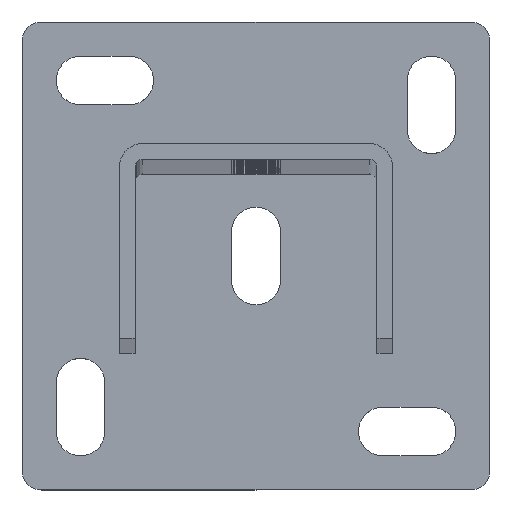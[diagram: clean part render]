
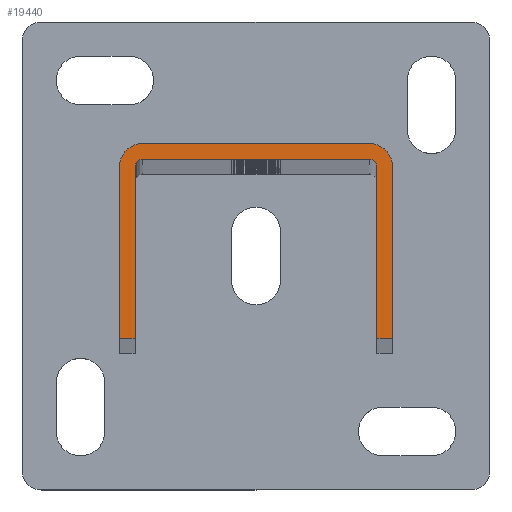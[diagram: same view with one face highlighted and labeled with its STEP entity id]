
A CAD part, top view. The second image highlights one B-rep face of the part: STEP entity #19440.
In plain terms, the highlighted planar face has unit normal (0, 0, 1).
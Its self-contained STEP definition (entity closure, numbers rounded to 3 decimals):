
#58 = ORIENTED_EDGE ( 'NONE', *, *, #4901, .F. ) ;
#77 = ORIENTED_EDGE ( 'NONE', *, *, #5933, .T. ) ;
#298 = DIRECTION ( 'NONE',  ( 0., 0., -1. ) ) ;
#345 = VERTEX_POINT ( 'NONE', #1343 ) ;
#802 = PLANE ( 'NONE',  #10367 ) ;
#1343 = CARTESIAN_POINT ( 'NONE',  ( 31., 19., 2208. ) ) ;
#1422 = CARTESIAN_POINT ( 'NONE',  ( 35., -25., 2208. ) ) ;
#1591 = ORIENTED_EDGE ( 'NONE', *, *, #14485, .T. ) ;
#1664 = DIRECTION ( 'NONE',  ( -1., 0., 0. ) ) ;
#1747 = EDGE_CURVE ( 'NONE', #23535, #13487, #5510, .T. ) ;
#1980 = EDGE_CURVE ( 'NONE', #10661, #2036, #15950, .T. ) ;
#2036 = VERTEX_POINT ( 'NONE', #23423 ) ;
#2463 = CARTESIAN_POINT ( 'NONE',  ( 35., 19., 2208. ) ) ;
#2491 = CARTESIAN_POINT ( 'NONE',  ( 29., 21., 2208. ) ) ;
#2535 = VERTEX_POINT ( 'NONE', #2491 ) ;
#2555 = LINE ( 'NONE', #21239, #2654 ) ;
#2654 = VECTOR ( 'NONE', #10038, 1000. ) ;
#2848 = AXIS2_PLACEMENT_3D ( 'NONE', #4961, #12583, #20164 ) ;
#3470 = CARTESIAN_POINT ( 'NONE',  ( 31., -25., 2208. ) ) ;
#3813 = VECTOR ( 'NONE', #6839, 1000. ) ;
#4540 = ORIENTED_EDGE ( 'NONE', *, *, #21874, .F. ) ;
#4901 = EDGE_CURVE ( 'NONE', #7153, #15031, #9126, .T. ) ;
#4961 = CARTESIAN_POINT ( 'NONE',  ( -29., 19., 2208. ) ) ;
#4972 = VERTEX_POINT ( 'NONE', #15005 ) ;
#5162 = ORIENTED_EDGE ( 'NONE', *, *, #7442, .T. ) ;
#5424 = LINE ( 'NONE', #21114, #16456 ) ;
#5510 = LINE ( 'NONE', #11131, #17142 ) ;
#5515 = EDGE_CURVE ( 'NONE', #13487, #4972, #16759, .T. ) ;
#5880 = CARTESIAN_POINT ( 'NONE',  ( -29., 25., 2208. ) ) ;
#5933 = EDGE_CURVE ( 'NONE', #345, #15031, #13928, .T. ) ;
#6092 = CARTESIAN_POINT ( 'NONE',  ( 29., 19., 2208. ) ) ;
#6127 = AXIS2_PLACEMENT_3D ( 'NONE', #19031, #6179, #13676 ) ;
#6179 = DIRECTION ( 'NONE',  ( 0., 0., -1. ) ) ;
#6445 = VERTEX_POINT ( 'NONE', #20558 ) ;
#6514 = DIRECTION ( 'NONE',  ( -1., 0., 0. ) ) ;
#6839 = DIRECTION ( 'NONE',  ( 0., 1., 0. ) ) ;
#7044 = ORIENTED_EDGE ( 'NONE', *, *, #10881, .F. ) ;
#7153 = VERTEX_POINT ( 'NONE', #14180 ) ;
#7366 = EDGE_CURVE ( 'NONE', #21065, #6445, #11658, .T. ) ;
#7442 = EDGE_CURVE ( 'NONE', #21065, #10661, #5424, .T. ) ;
#7753 = CARTESIAN_POINT ( 'NONE',  ( -29., 19., 2208. ) ) ;
#7821 = LINE ( 'NONE', #2463, #16567 ) ;
#7876 = DIRECTION ( 'NONE',  ( 1., 0., 0. ) ) ;
#8956 = LINE ( 'NONE', #16562, #3813 ) ;
#9126 = LINE ( 'NONE', #1422, #14351 ) ;
#10038 = DIRECTION ( 'NONE',  ( 1., 0., 0. ) ) ;
#10269 = CARTESIAN_POINT ( 'NONE',  ( 29., 19., 2208. ) ) ;
#10367 = AXIS2_PLACEMENT_3D ( 'NONE', #10269, #23571, #6514 ) ;
#10572 = EDGE_CURVE ( 'NONE', #6445, #16757, #8956, .T. ) ;
#10661 = VERTEX_POINT ( 'NONE', #13198 ) ;
#10881 = EDGE_CURVE ( 'NONE', #4972, #7153, #7821, .T. ) ;
#11131 = CARTESIAN_POINT ( 'NONE',  ( -29., 25., 2208. ) ) ;
#11173 = CARTESIAN_POINT ( 'NONE',  ( -31., -25., 2208. ) ) ;
#11201 = EDGE_CURVE ( 'NONE', #2036, #2535, #2555, .T. ) ;
#11335 = CARTESIAN_POINT ( 'NONE',  ( -31., -25., 2208. ) ) ;
#11658 = LINE ( 'NONE', #11173, #13680 ) ;
#12086 = DIRECTION ( 'NONE',  ( -1., 0., 0. ) ) ;
#12260 = ORIENTED_EDGE ( 'NONE', *, *, #1747, .F. ) ;
#12511 = CARTESIAN_POINT ( 'NONE',  ( -35., 19., 2208. ) ) ;
#12583 = DIRECTION ( 'NONE',  ( 0., 0., -1. ) ) ;
#13198 = CARTESIAN_POINT ( 'NONE',  ( -31., 19., 2208. ) ) ;
#13205 = ORIENTED_EDGE ( 'NONE', *, *, #7366, .F. ) ;
#13487 = VERTEX_POINT ( 'NONE', #17781 ) ;
#13676 = DIRECTION ( 'NONE',  ( 1., 0., 0. ) ) ;
#13680 = VECTOR ( 'NONE', #19130, 1000. ) ;
#13928 = LINE ( 'NONE', #21263, #17580 ) ;
#13990 = AXIS2_PLACEMENT_3D ( 'NONE', #6092, #15817, #12086 ) ;
#14008 = ORIENTED_EDGE ( 'NONE', *, *, #10572, .F. ) ;
#14180 = CARTESIAN_POINT ( 'NONE',  ( 35., -25., 2208. ) ) ;
#14351 = VECTOR ( 'NONE', #1664, 1000. ) ;
#14485 = EDGE_CURVE ( 'NONE', #2535, #345, #16884, .T. ) ;
#15005 = CARTESIAN_POINT ( 'NONE',  ( 35., 19., 2208. ) ) ;
#15031 = VERTEX_POINT ( 'NONE', #3470 ) ;
#15425 = DIRECTION ( 'NONE',  ( 0., -1., 0. ) ) ;
#15491 = ORIENTED_EDGE ( 'NONE', *, *, #11201, .T. ) ;
#15817 = DIRECTION ( 'NONE',  ( 0., 0., -1. ) ) ;
#15950 = CIRCLE ( 'NONE', #22302, 2. ) ;
#16456 = VECTOR ( 'NONE', #22609, 1000. ) ;
#16562 = CARTESIAN_POINT ( 'NONE',  ( -35., -25., 2208. ) ) ;
#16567 = VECTOR ( 'NONE', #15425, 1000. ) ;
#16757 = VERTEX_POINT ( 'NONE', #12511 ) ;
#16759 = CIRCLE ( 'NONE', #13990, 6. ) ;
#16884 = CIRCLE ( 'NONE', #6127, 2. ) ;
#17142 = VECTOR ( 'NONE', #18726, 1000. ) ;
#17580 = VECTOR ( 'NONE', #21389, 1000. ) ;
#17781 = CARTESIAN_POINT ( 'NONE',  ( 29., 25., 2208. ) ) ;
#18379 = ORIENTED_EDGE ( 'NONE', *, *, #1980, .T. ) ;
#18726 = DIRECTION ( 'NONE',  ( 1., 0., 0. ) ) ;
#18753 = CIRCLE ( 'NONE', #2848, 6. ) ;
#19031 = CARTESIAN_POINT ( 'NONE',  ( 29., 19., 2208. ) ) ;
#19130 = DIRECTION ( 'NONE',  ( -1., 0., 0. ) ) ;
#19440 = ADVANCED_FACE ( 'NONE', ( #23446 ), #802, .F. ) ;
#20164 = DIRECTION ( 'NONE',  ( -1., 0., 0. ) ) ;
#20558 = CARTESIAN_POINT ( 'NONE',  ( -35., -25., 2208. ) ) ;
#21065 = VERTEX_POINT ( 'NONE', #11335 ) ;
#21114 = CARTESIAN_POINT ( 'NONE',  ( -31., -25., 2208. ) ) ;
#21239 = CARTESIAN_POINT ( 'NONE',  ( -29., 21., 2208. ) ) ;
#21263 = CARTESIAN_POINT ( 'NONE',  ( 31., 19., 2208. ) ) ;
#21389 = DIRECTION ( 'NONE',  ( 0., -1., 0. ) ) ;
#21874 = EDGE_CURVE ( 'NONE', #16757, #23535, #18753, .T. ) ;
#22302 = AXIS2_PLACEMENT_3D ( 'NONE', #7753, #298, #7876 ) ;
#22609 = DIRECTION ( 'NONE',  ( 0., 1., 0. ) ) ;
#23099 = ORIENTED_EDGE ( 'NONE', *, *, #5515, .F. ) ;
#23423 = CARTESIAN_POINT ( 'NONE',  ( -29., 21., 2208. ) ) ;
#23434 = EDGE_LOOP ( 'NONE', ( #77, #58, #7044, #23099, #12260, #4540, #14008, #13205, #5162, #18379, #15491, #1591 ) ) ;
#23446 = FACE_OUTER_BOUND ( 'NONE', #23434, .T. ) ;
#23535 = VERTEX_POINT ( 'NONE', #5880 ) ;
#23571 = DIRECTION ( 'NONE',  ( 0., 0., -1. ) ) ;
